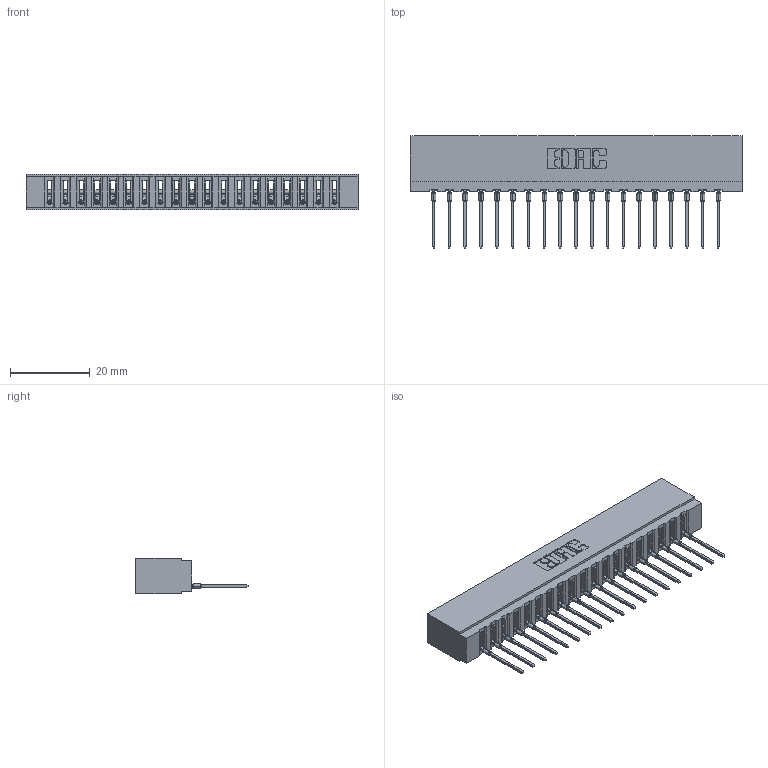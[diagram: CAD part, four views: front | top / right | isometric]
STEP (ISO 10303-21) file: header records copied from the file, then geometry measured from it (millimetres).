
FILE_DESCRIPTION (( 'STEP AP203' ), '1' );
FILE_NAME ('717-019-545-101.STEP', '2026-02-20T20:39:52', ( '' ), ( '' ), 'SwSTEP 2.0', 'SolidWorks 2023', '' );
FILE_SCHEMA (( 'CONFIG_CONTROL_DESIGN' ));
Length unit declared in the file: millimetre
Products named in the file (3): 745-292-001_545; 717 Part_Insulator Option - 06; 717-019-545-101
Assembly tree (20 placements, depth 2):
  717-019-545-101
    717 Part_Insulator Option - 06
    745-292-001_545  x19
Bounding box: 83.16 x 28.18 x 8.89 mm (x, y, z)
Volume: 7181.4 mm3; surface area: 10133.3 mm2
Topology: 20 solids, 20 shells, 2241 faces, 6160 edges, 3890 vertices
Faces by surface type: plane 1346, cylinder 401, bspline 380, torus 114
Entity records: 35077 total; most frequent: CARTESIAN_POINT 6684, ORIENTED_EDGE 6092, DIRECTION 5302, EDGE_CURVE 3046, LINE 2750, VECTOR 2750, VERTEX_POINT 1946, AXIS2_PLACEMENT_3D 1276
